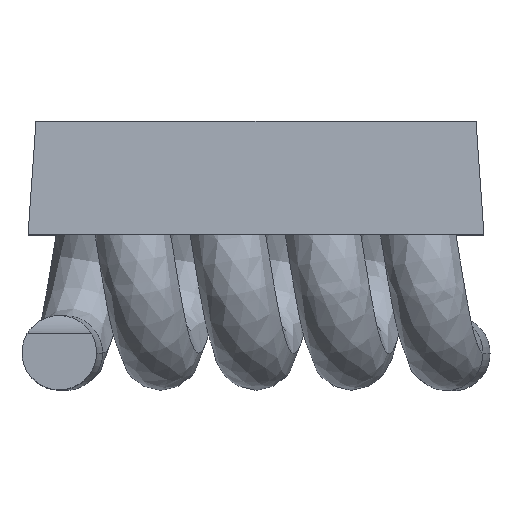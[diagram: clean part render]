
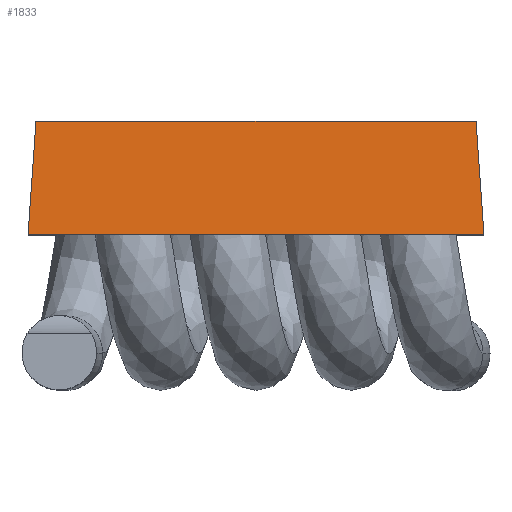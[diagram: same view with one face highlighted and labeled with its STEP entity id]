
A CAD part, top view. The second image highlights one B-rep face of the part: STEP entity #1833.
In plain terms, the highlighted planar face has unit normal (0, 0.07, 0.998).
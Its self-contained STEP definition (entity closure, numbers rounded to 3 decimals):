
#25 = VECTOR ( 'NONE', #961, 1000. ) ;
#145 = ORIENTED_EDGE ( 'NONE', *, *, #1753, .F. ) ;
#176 = CARTESIAN_POINT ( 'NONE',  ( 2.052, 0.762, 0.674 ) ) ;
#305 = CARTESIAN_POINT ( 'NONE',  ( 2.013, 1.321, 0.635 ) ) ;
#493 = VERTEX_POINT ( 'NONE', #305 ) ;
#551 = LINE ( 'NONE', #2660, #1164 ) ;
#574 = VERTEX_POINT ( 'NONE', #1302 ) ;
#605 = LINE ( 'NONE', #2196, #920 ) ;
#727 = LINE ( 'NONE', #2589, #1855 ) ;
#747 = ORIENTED_EDGE ( 'NONE', *, *, #2484, .T. ) ;
#751 = ORIENTED_EDGE ( 'NONE', *, *, #2426, .T. ) ;
#816 = EDGE_LOOP ( 'NONE', ( #751, #145, #1685, #747 ) ) ;
#920 = VECTOR ( 'NONE', #1387, 1000. ) ;
#943 = CARTESIAN_POINT ( 'NONE',  ( 2.052, 0.762, 0.674 ) ) ;
#961 = DIRECTION ( 'NONE',  ( -0.07, 0.995, -0.07 ) ) ;
#1006 = DIRECTION ( 'NONE',  ( -1., 0., 0. ) ) ;
#1131 = CARTESIAN_POINT ( 'NONE',  ( -0.146, 1.321, 0.635 ) ) ;
#1164 = VECTOR ( 'NONE', #1610, 1000. ) ;
#1301 = FACE_OUTER_BOUND ( 'NONE', #816, .T. ) ;
#1302 = CARTESIAN_POINT ( 'NONE',  ( -0.185, 0.762, 0.674 ) ) ;
#1354 = DIRECTION ( 'NONE',  ( 0., 0.07, 0.998 ) ) ;
#1387 = DIRECTION ( 'NONE',  ( -1., 0., 0. ) ) ;
#1610 = DIRECTION ( 'NONE',  ( 0.07, 0.995, -0.07 ) ) ;
#1685 = ORIENTED_EDGE ( 'NONE', *, *, #2554, .F. ) ;
#1686 = LINE ( 'NONE', #176, #25 ) ;
#1753 = EDGE_CURVE ( 'NONE', #574, #2458, #551, .T. ) ;
#1833 = ADVANCED_FACE ( 'NONE', ( #1301 ), #2555, .T. ) ;
#1855 = VECTOR ( 'NONE', #1006, 1000. ) ;
#2196 = CARTESIAN_POINT ( 'NONE',  ( -0.146, 0.762, 0.674 ) ) ;
#2207 = CARTESIAN_POINT ( 'NONE',  ( -0.146, 1.321, 0.635 ) ) ;
#2326 = VERTEX_POINT ( 'NONE', #943 ) ;
#2426 = EDGE_CURVE ( 'NONE', #493, #2458, #727, .T. ) ;
#2458 = VERTEX_POINT ( 'NONE', #2207 ) ;
#2477 = AXIS2_PLACEMENT_3D ( 'NONE', #1131, #1354, #2565 ) ;
#2484 = EDGE_CURVE ( 'NONE', #2326, #493, #1686, .T. ) ;
#2554 = EDGE_CURVE ( 'NONE', #2326, #574, #605, .T. ) ;
#2555 = PLANE ( 'NONE',  #2477 ) ;
#2565 = DIRECTION ( 'NONE',  ( 0., -0.998, 0.07 ) ) ;
#2589 = CARTESIAN_POINT ( 'NONE',  ( -0.146, 1.321, 0.635 ) ) ;
#2660 = CARTESIAN_POINT ( 'NONE',  ( -0.185, 0.762, 0.674 ) ) ;
